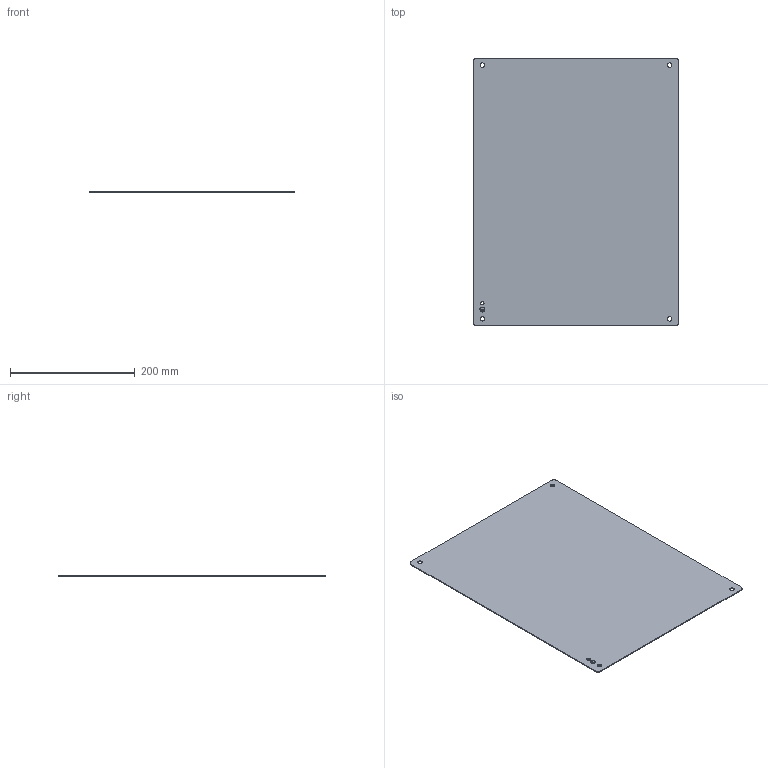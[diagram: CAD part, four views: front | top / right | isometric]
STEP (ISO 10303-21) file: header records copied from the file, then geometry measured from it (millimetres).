
FILE_DESCRIPTION(('CATIA V5 STEP Exchange','CAx-IF Rec.Pracs.--- Model Styling and Organization---1.4--- 2014-01-23'),'2;1');
FILE_NAME ('011143-2_0_1310440000_1310440000 KTBI_MOPL_500x400.stp','2023-06-26T06:53:40+00:00',('none'),('Weidmueller'),'CATIA Version 5-6 Release 2016 SP3 HF44','CATIA V5 STEP AP214','none');
FILE_SCHEMA(('AUTOMOTIVE_DESIGN { 1 0 10303 214 1 1 1 1 }'));
Length unit declared in the file: millimetre
Products named in the file (1): 1310440000 KTBI_MOPL_500x400
Bounding box: 329 x 429 x 1.5 mm (x, y, z)
Volume: 211412.5 mm3; surface area: 284311.9 mm2
Topology: 1 solids, 1 shells, 46 faces, 117 edges, 78 vertices
Faces by surface type: plane 27, cylinder 19
Entity records: 1448 total; most frequent: CARTESIAN_POINT 266, ORIENTED_EDGE 234, DIRECTION 199, EDGE_CURVE 117, AXIS2_PLACEMENT_3D 79, VECTOR 79, LINE 79, VERTEX_POINT 78
